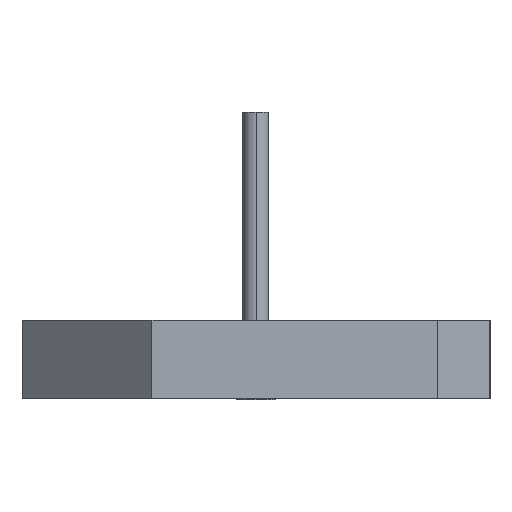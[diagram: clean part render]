
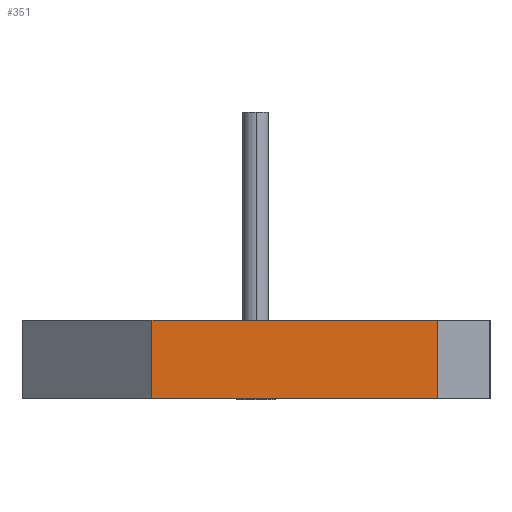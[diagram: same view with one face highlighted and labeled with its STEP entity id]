
A CAD part, left-side view. The second image highlights one B-rep face of the part: STEP entity #351.
In plain terms, the highlighted planar face has unit normal (-1, 0, 0).
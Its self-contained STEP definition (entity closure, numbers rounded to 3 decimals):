
#20=DIRECTION('',(0.,-1.,0.));
#21=VECTOR('',#20,11.);
#22=CARTESIAN_POINT('',(-42.5,4.,0.));
#23=LINE('',#22,#21);
#88=DIRECTION('',(0.,-1.,0.));
#89=VECTOR('',#88,11.);
#90=CARTESIAN_POINT('',(-42.5,4.,3.));
#91=LINE('',#90,#89);
#118=DIRECTION('',(0.,0.,-1.));
#119=VECTOR('',#118,3.);
#120=CARTESIAN_POINT('',(-42.5,4.,3.));
#121=LINE('',#120,#119);
#122=DIRECTION('',(0.,0.,-1.));
#123=VECTOR('',#122,3.);
#124=CARTESIAN_POINT('',(-42.5,-7.,3.));
#125=LINE('',#124,#123);
#147=CARTESIAN_POINT('',(-42.5,-7.,0.));
#149=VERTEX_POINT('',#147);
#150=CARTESIAN_POINT('',(-42.5,-7.,3.));
#151=VERTEX_POINT('',#150);
#154=CARTESIAN_POINT('',(-42.5,4.,0.));
#156=VERTEX_POINT('',#154);
#160=CARTESIAN_POINT('',(-42.5,4.,3.));
#161=VERTEX_POINT('',#160);
#340=CARTESIAN_POINT('',(-42.5,9.,0.));
#341=DIRECTION('',(-1.,0.,0.));
#342=DIRECTION('',(0.,-1.,0.));
#343=AXIS2_PLACEMENT_3D('',#340,#341,#342);
#344=PLANE('',#343);
#345=ORIENTED_EDGE('',*,*,#283,.F.);
#346=ORIENTED_EDGE('',*,*,#260,.T.);
#347=ORIENTED_EDGE('',*,*,#333,.T.);
#348=ORIENTED_EDGE('',*,*,#193,.F.);
#349=EDGE_LOOP('',(#345,#346,#347,#348));
#350=FACE_OUTER_BOUND('',#349,.F.);
#351=ADVANCED_FACE('',(#350),#344,.T.);
#193=EDGE_CURVE('',#156,#149,#23,.T.);
#260=EDGE_CURVE('',#161,#151,#91,.T.);
#283=EDGE_CURVE('',#161,#156,#121,.T.);
#333=EDGE_CURVE('',#151,#149,#125,.T.);
